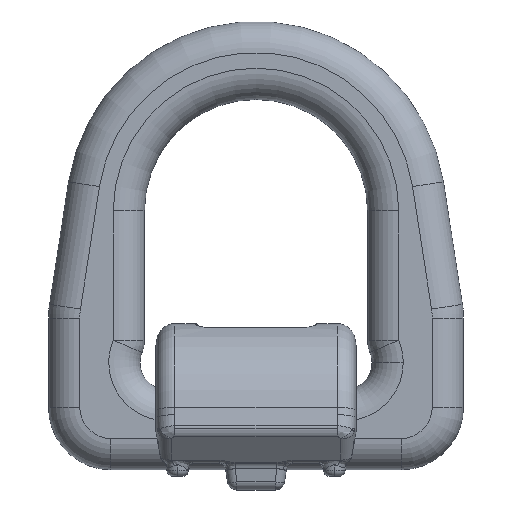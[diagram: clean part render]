
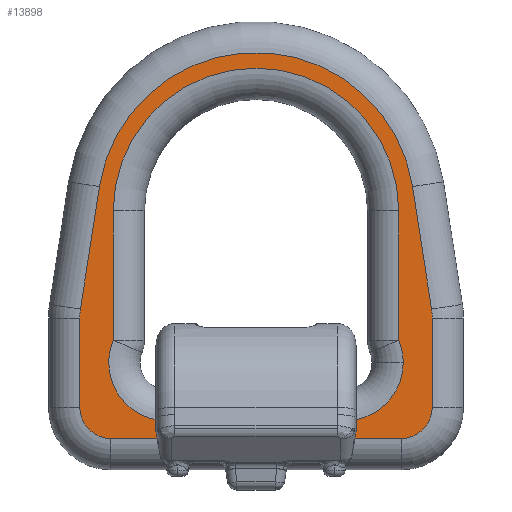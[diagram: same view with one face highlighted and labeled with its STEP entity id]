
A CAD part, top view. The second image highlights one B-rep face of the part: STEP entity #13898.
In plain terms, the highlighted planar face has unit normal (0, 0, 1).
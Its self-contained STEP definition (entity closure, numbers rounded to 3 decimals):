
#6 = CARTESIAN_POINT ( 'NONE',  ( -39.346, -22.004, 9.5 ) ) ;
#25 = EDGE_CURVE ( 'NONE', #16330, #10345, #68, .T. ) ;
#68 = CIRCLE ( 'NONE', #5645, 7. ) ;
#203 = ORIENTED_EDGE ( 'NONE', *, *, #9458, .T. ) ;
#256 = VECTOR ( 'NONE', #14767, 1000. ) ;
#378 = CARTESIAN_POINT ( 'NONE',  ( 32.5, -51., 9.5 ) ) ;
#390 = EDGE_CURVE ( 'NONE', #2957, #4974, #7720, .T. ) ;
#544 = EDGE_CURVE ( 'NONE', #10345, #13476, #12390, .T. ) ;
#646 = VECTOR ( 'NONE', #9282, 1000. ) ;
#1003 = EDGE_CURVE ( 'NONE', #4599, #5997, #1756, .T. ) ;
#1048 = DIRECTION ( 'NONE',  ( 1., 0., 0. ) ) ;
#1205 = CARTESIAN_POINT ( 'NONE',  ( -32., 0., 9.5 ) ) ;
#1372 = CARTESIAN_POINT ( 'NONE',  ( 33., -34., 9.5 ) ) ;
#1431 = DIRECTION ( 'NONE',  ( -0.154, -0.988, 0. ) ) ;
#1720 = VERTEX_POINT ( 'NONE', #1372 ) ;
#1756 = LINE ( 'NONE', #10697, #646 ) ;
#1781 = CARTESIAN_POINT ( 'NONE',  ( -20., -34., 9.5 ) ) ;
#1854 = DIRECTION ( 'NONE',  ( 1., 0., 0. ) ) ;
#1912 = AXIS2_PLACEMENT_3D ( 'NONE', #6025, #16131, #1048 ) ;
#2003 = EDGE_CURVE ( 'NONE', #4579, #14699, #15990, .T. ) ;
#2057 = CARTESIAN_POINT ( 'NONE',  ( -15., -46., 9.5 ) ) ;
#2096 = CARTESIAN_POINT ( 'NONE',  ( 0., 0., 9.5 ) ) ;
#2277 = ORIENTED_EDGE ( 'NONE', *, *, #2003, .T. ) ;
#2499 = CARTESIAN_POINT ( 'NONE',  ( 32.5, -51., 9.5 ) ) ;
#2704 = DIRECTION ( 'NONE',  ( 1., 0., 0. ) ) ;
#2829 = DIRECTION ( 'NONE',  ( 0., 0., 1. ) ) ;
#2848 = DIRECTION ( 'NONE',  ( 1., 0., 0. ) ) ;
#2957 = VERTEX_POINT ( 'NONE', #11241 ) ;
#2963 = CIRCLE ( 'NONE', #1912, 13. ) ;
#2981 = DIRECTION ( 'NONE',  ( 1., 0., 0. ) ) ;
#3041 = DIRECTION ( 'NONE',  ( 1., 0., 0. ) ) ;
#3090 = CARTESIAN_POINT ( 'NONE',  ( -39.5, -24., 9.5 ) ) ;
#3109 = EDGE_CURVE ( 'NONE', #13338, #10461, #12563, .T. ) ;
#3429 = CARTESIAN_POINT ( 'NONE',  ( 20., -34., 9.5 ) ) ;
#3500 = AXIS2_PLACEMENT_3D ( 'NONE', #7011, #12067, #14759 ) ;
#3519 = VECTOR ( 'NONE', #6079, 1000. ) ;
#3596 = CARTESIAN_POINT ( 'NONE',  ( 39.346, -22.004, 9.5 ) ) ;
#3786 = CARTESIAN_POINT ( 'NONE',  ( -26.5, -24., 9.5 ) ) ;
#3831 = LINE ( 'NONE', #6, #10096 ) ;
#3914 = VERTEX_POINT ( 'NONE', #11638 ) ;
#3922 = CARTESIAN_POINT ( 'NONE',  ( 15., -46., 9.5 ) ) ;
#4162 = CARTESIAN_POINT ( 'NONE',  ( 0., 0., 9.5 ) ) ;
#4237 = LINE ( 'NONE', #6875, #14620 ) ;
#4253 = CIRCLE ( 'NONE', #10601, 13. ) ;
#4579 = VERTEX_POINT ( 'NONE', #10455 ) ;
#4599 = VERTEX_POINT ( 'NONE', #3090 ) ;
#4705 = CARTESIAN_POINT ( 'NONE',  ( 32., -29., 9.5 ) ) ;
#4800 = CARTESIAN_POINT ( 'NONE',  ( -35.079, 5.452, 9.5 ) ) ;
#4835 = AXIS2_PLACEMENT_3D ( 'NONE', #4162, #2829, #12915 ) ;
#4854 = LINE ( 'NONE', #1205, #14263 ) ;
#4961 = DIRECTION ( 'NONE',  ( 0., 0., 1. ) ) ;
#4974 = VERTEX_POINT ( 'NONE', #4800 ) ;
#5161 = CARTESIAN_POINT ( 'NONE',  ( 32., -29., 9.5 ) ) ;
#5177 = VERTEX_POINT ( 'NONE', #3596 ) ;
#5433 = ORIENTED_EDGE ( 'NONE', *, *, #25, .T. ) ;
#5628 = CIRCLE ( 'NONE', #3500, 32. ) ;
#5645 = AXIS2_PLACEMENT_3D ( 'NONE', #7105, #12158, #12000 ) ;
#5834 = FACE_BOUND ( 'NONE', #10022, .T. ) ;
#5923 = AXIS2_PLACEMENT_3D ( 'NONE', #3429, #5933, #12206 ) ;
#5933 = DIRECTION ( 'NONE',  ( 0., 0., -1. ) ) ;
#5997 = VERTEX_POINT ( 'NONE', #9021 ) ;
#6002 = CARTESIAN_POINT ( 'NONE',  ( -39.346, -22.004, 9.5 ) ) ;
#6025 = CARTESIAN_POINT ( 'NONE',  ( 20., -34., 9.5 ) ) ;
#6060 = LINE ( 'NONE', #15028, #15010 ) ;
#6079 = DIRECTION ( 'NONE',  ( 1., 0., 0. ) ) ;
#6159 = LINE ( 'NONE', #2499, #3519 ) ;
#6215 = ORIENTED_EDGE ( 'NONE', *, *, #8721, .T. ) ;
#6372 = AXIS2_PLACEMENT_3D ( 'NONE', #10646, #9484, #3041 ) ;
#6401 = ORIENTED_EDGE ( 'NONE', *, *, #9789, .T. ) ;
#6707 = AXIS2_PLACEMENT_3D ( 'NONE', #10593, #13223, #2981 ) ;
#6860 = ORIENTED_EDGE ( 'NONE', *, *, #10489, .T. ) ;
#6875 = CARTESIAN_POINT ( 'NONE',  ( -15., -46., 9.5 ) ) ;
#6903 = CARTESIAN_POINT ( 'NONE',  ( -32.5, -51., 9.5 ) ) ;
#7011 = CARTESIAN_POINT ( 'NONE',  ( 0., 0., 9.5 ) ) ;
#7105 = CARTESIAN_POINT ( 'NONE',  ( 32.5, -44., 9.5 ) ) ;
#7171 = EDGE_CURVE ( 'NONE', #5177, #2957, #6060, .T. ) ;
#7523 = DIRECTION ( 'NONE',  ( -0.154, 0.988, 0. ) ) ;
#7664 = ORIENTED_EDGE ( 'NONE', *, *, #10183, .T. ) ;
#7720 = CIRCLE ( 'NONE', #4835, 35.5 ) ;
#7784 = EDGE_CURVE ( 'NONE', #13476, #5177, #12971, .T. ) ;
#8170 = ORIENTED_EDGE ( 'NONE', *, *, #3109, .T. ) ;
#8245 = ORIENTED_EDGE ( 'NONE', *, *, #14734, .T. ) ;
#8721 = EDGE_CURVE ( 'NONE', #10461, #3914, #4854, .T. ) ;
#8820 = VERTEX_POINT ( 'NONE', #3922 ) ;
#9021 = CARTESIAN_POINT ( 'NONE',  ( -39.5, -44., 9.5 ) ) ;
#9282 = DIRECTION ( 'NONE',  ( 0., -1., 0. ) ) ;
#9458 = EDGE_CURVE ( 'NONE', #14019, #4599, #4253, .T. ) ;
#9484 = DIRECTION ( 'NONE',  ( 0., 0., 1. ) ) ;
#9592 = VECTOR ( 'NONE', #15006, 1000. ) ;
#9789 = EDGE_CURVE ( 'NONE', #8820, #13338, #4237, .T. ) ;
#9976 = EDGE_LOOP ( 'NONE', ( #8245, #203, #14331, #7664, #14945, #5433, #13883, #14197, #10728, #14132 ) ) ;
#9993 = CARTESIAN_POINT ( 'NONE',  ( 39.5, -24., 9.5 ) ) ;
#10022 = EDGE_LOOP ( 'NONE', ( #6401, #8170, #6215, #6860, #2277, #14551, #12344 ) ) ;
#10096 = VECTOR ( 'NONE', #1431, 1000. ) ;
#10183 = EDGE_CURVE ( 'NONE', #5997, #15465, #11731, .T. ) ;
#10345 = VERTEX_POINT ( 'NONE', #11734 ) ;
#10455 = CARTESIAN_POINT ( 'NONE',  ( 32., 0., 9.5 ) ) ;
#10461 = VERTEX_POINT ( 'NONE', #16060 ) ;
#10489 = EDGE_CURVE ( 'NONE', #3914, #4579, #5628, .T. ) ;
#10593 = CARTESIAN_POINT ( 'NONE',  ( -32.5, -44., 9.5 ) ) ;
#10601 = AXIS2_PLACEMENT_3D ( 'NONE', #3786, #4961, #2704 ) ;
#10646 = CARTESIAN_POINT ( 'NONE',  ( 26.5, -24., 9.5 ) ) ;
#10697 = CARTESIAN_POINT ( 'NONE',  ( -39.5, -44., 9.5 ) ) ;
#10728 = ORIENTED_EDGE ( 'NONE', *, *, #7171, .T. ) ;
#10953 = PLANE ( 'NONE',  #15639 ) ;
#11241 = CARTESIAN_POINT ( 'NONE',  ( 35.079, 5.452, 9.5 ) ) ;
#11286 = DIRECTION ( 'NONE',  ( 0., 1., 0. ) ) ;
#11568 = EDGE_CURVE ( 'NONE', #14699, #1720, #14610, .T. ) ;
#11638 = CARTESIAN_POINT ( 'NONE',  ( -32., 0., 9.5 ) ) ;
#11731 = CIRCLE ( 'NONE', #6707, 7. ) ;
#11734 = CARTESIAN_POINT ( 'NONE',  ( 39.5, -44., 9.5 ) ) ;
#11930 = DIRECTION ( 'NONE',  ( -1., 0., 0. ) ) ;
#12000 = DIRECTION ( 'NONE',  ( 1., 0., 0. ) ) ;
#12067 = DIRECTION ( 'NONE',  ( 0., 0., -1. ) ) ;
#12158 = DIRECTION ( 'NONE',  ( 0., 0., 1. ) ) ;
#12188 = FACE_OUTER_BOUND ( 'NONE', #9976, .T. ) ;
#12206 = DIRECTION ( 'NONE',  ( 1., 0., 0. ) ) ;
#12344 = ORIENTED_EDGE ( 'NONE', *, *, #14518, .T. ) ;
#12390 = LINE ( 'NONE', #9993, #9592 ) ;
#12563 = CIRCLE ( 'NONE', #15973, 13. ) ;
#12915 = DIRECTION ( 'NONE',  ( 1., 0., 0. ) ) ;
#12933 = DIRECTION ( 'NONE',  ( 0., 0., -1. ) ) ;
#12971 = CIRCLE ( 'NONE', #6372, 13. ) ;
#13174 = DIRECTION ( 'NONE',  ( 0., 0., 1. ) ) ;
#13223 = DIRECTION ( 'NONE',  ( 0., 0., 1. ) ) ;
#13338 = VERTEX_POINT ( 'NONE', #2057 ) ;
#13476 = VERTEX_POINT ( 'NONE', #13854 ) ;
#13854 = CARTESIAN_POINT ( 'NONE',  ( 39.5, -24., 9.5 ) ) ;
#13883 = ORIENTED_EDGE ( 'NONE', *, *, #544, .T. ) ;
#13898 = ADVANCED_FACE ( 'NONE', ( #12188, #5834 ), #10953, .T. ) ;
#13978 = EDGE_CURVE ( 'NONE', #15465, #16330, #6159, .T. ) ;
#14019 = VERTEX_POINT ( 'NONE', #6002 ) ;
#14132 = ORIENTED_EDGE ( 'NONE', *, *, #390, .T. ) ;
#14197 = ORIENTED_EDGE ( 'NONE', *, *, #7784, .T. ) ;
#14263 = VECTOR ( 'NONE', #11286, 1000. ) ;
#14331 = ORIENTED_EDGE ( 'NONE', *, *, #1003, .T. ) ;
#14518 = EDGE_CURVE ( 'NONE', #1720, #8820, #2963, .T. ) ;
#14551 = ORIENTED_EDGE ( 'NONE', *, *, #11568, .T. ) ;
#14610 = CIRCLE ( 'NONE', #5923, 13. ) ;
#14620 = VECTOR ( 'NONE', #11930, 1000. ) ;
#14699 = VERTEX_POINT ( 'NONE', #5161 ) ;
#14734 = EDGE_CURVE ( 'NONE', #4974, #14019, #3831, .T. ) ;
#14759 = DIRECTION ( 'NONE',  ( 1., 0., 0. ) ) ;
#14767 = DIRECTION ( 'NONE',  ( 0., -1., 0. ) ) ;
#14945 = ORIENTED_EDGE ( 'NONE', *, *, #13978, .T. ) ;
#15006 = DIRECTION ( 'NONE',  ( 0., 1., 0. ) ) ;
#15010 = VECTOR ( 'NONE', #7523, 1000. ) ;
#15028 = CARTESIAN_POINT ( 'NONE',  ( 35.079, 5.452, 9.5 ) ) ;
#15465 = VERTEX_POINT ( 'NONE', #6903 ) ;
#15639 = AXIS2_PLACEMENT_3D ( 'NONE', #2096, #13174, #1854 ) ;
#15973 = AXIS2_PLACEMENT_3D ( 'NONE', #1781, #12933, #2848 ) ;
#15990 = LINE ( 'NONE', #4705, #256 ) ;
#16060 = CARTESIAN_POINT ( 'NONE',  ( -32., -29., 9.5 ) ) ;
#16131 = DIRECTION ( 'NONE',  ( 0., 0., -1. ) ) ;
#16330 = VERTEX_POINT ( 'NONE', #378 ) ;
